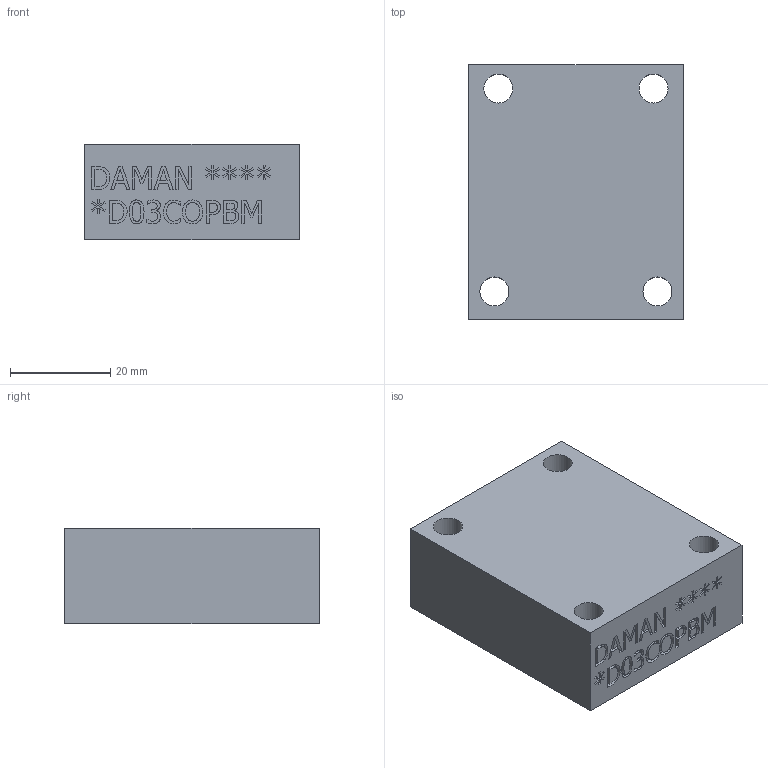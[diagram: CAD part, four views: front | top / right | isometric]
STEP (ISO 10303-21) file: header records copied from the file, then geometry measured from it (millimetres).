
FILE_DESCRIPTION(/* description */ (''),/* implementation_level */ '2;1');
FILE_NAME(/* name */ '_D03COPBM.stp',/* time_stamp */ '2020-05-20T11:17:16-04:00',/* author */ ('dominicc'),/* organization */ (''),/* preprocessor_version */ 'ST-DEVELOPER v17',/* originating_system */ 'Autodesk Inventor 2019',/* authorisation */ '');
FILE_SCHEMA (('AUTOMOTIVE_DESIGN { 1 0 10303 214 3 1 1 }'));
Length unit declared in the file: millimetre
Products named in the file (1): Part__D03COPBM_3D
Bounding box: 42.88 x 50.8 x 19.05 mm (x, y, z)
Volume: 37127.4 mm3; surface area: 10330.5 mm2
Topology: 1 solids, 1 shells, 348 faces, 950 edges, 635 vertices
Faces by surface type: plane 235, bspline 99, cylinder 13, cone 1
Full cylindrical faces by diameter (mm): 3.175 x1, 5.791 x4
Entity records: 11758 total; most frequent: CARTESIAN_POINT 3220, ORIENTED_EDGE 1898, DIRECTION 1283, EDGE_CURVE 949, LINE 719, VECTOR 719, VERTEX_POINT 635, EDGE_LOOP 388
